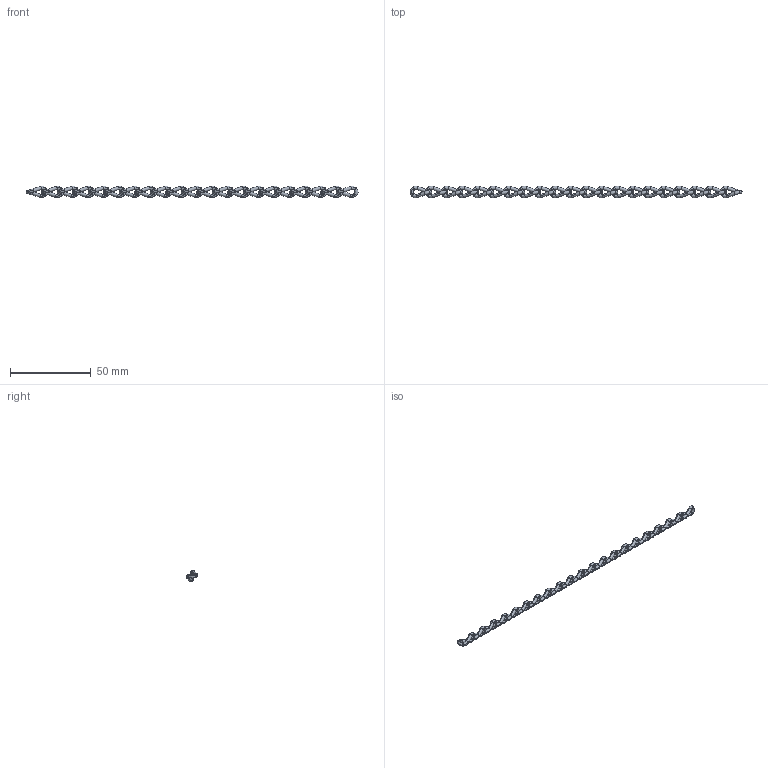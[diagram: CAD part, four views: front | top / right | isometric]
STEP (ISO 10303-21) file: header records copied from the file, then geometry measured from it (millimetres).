
FILE_DESCRIPTION((''),'2;1');
FILE_NAME('','2005-12-14T14:28:39',(''),(''),'','CADfix','');
FILE_SCHEMA(('AUTOMOTIVE_DESIGN'));
Length unit declared in the file: millimetre
Products named in the file (2): chain; TM_104SUS_14_10195_36
Assembly tree (21 placements, depth 2):
  TM_104SUS_14_10195_36
    chain  x21
Bounding box: 205.6 x 7.18 x 7.19 mm (x, y, z)
Volume: 2029.2 mm3; surface area: 4052.7 mm2
Topology: 21 solids, 21 shells, 504 faces, 1680 edges, 1176 vertices
Faces by surface type: bspline 504
Entity records: 2089 total; most frequent: CARTESIAN_POINT 1380, ORIENTED_EDGE 160, DIRECTION 88, EDGE_CURVE 80, B_SPLINE_CURVE_WITH_KNOTS 72, VERTEX_POINT 56, AXIS2_PLACEMENT_3D 44, EDGE_LOOP 24
